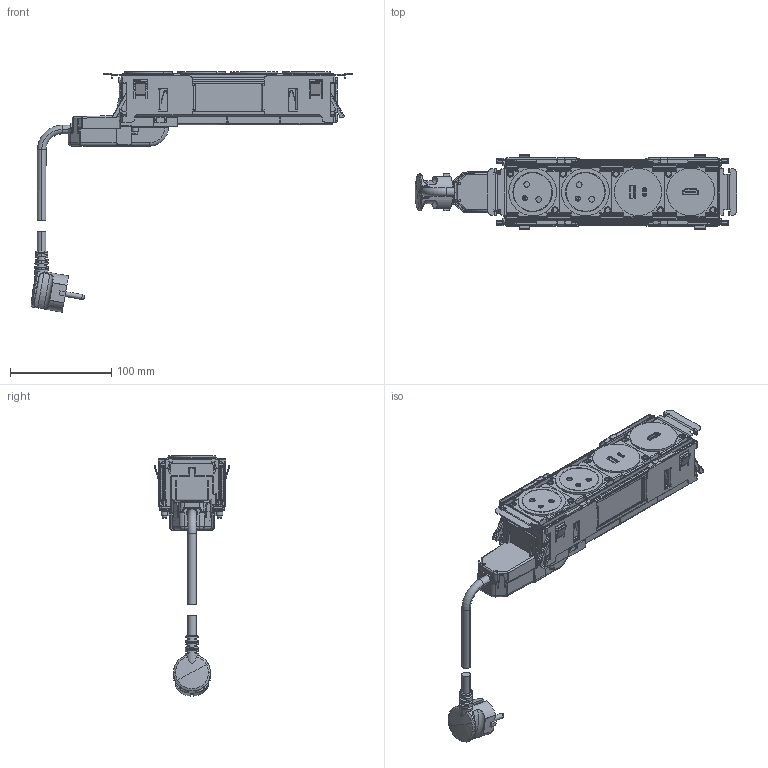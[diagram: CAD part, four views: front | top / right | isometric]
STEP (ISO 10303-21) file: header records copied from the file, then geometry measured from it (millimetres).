
FILE_DESCRIPTION(('CATIA V5 STEP Exchange','CAx-IF Rec.Pracs.--- Model Styling and Organization---1.5--- 2016-08-15','CAx-IF Rec.Pracs.---Supplemental Geometry---1.0---2011-11-01','CAx-IF Rec.Pracs.--- Composite Materials ---1.1---2010-07-15'),'2;1');
FILE_NAME('DISQ''IN\LG-654745_AllCATPart.stp','2023-04-27T14:38:28+00:00',('none'),('none'),'CATIA Version 5-6 Release 2020 SP3','CATIA V5 STEP AP214 v2','none');
FILE_SCHEMA(('AUTOMOTIVE_DESIGN { 1 0 10303 214 1 1 1 1 }'));
Products named in the file (1): LG-654745_AllCATPart
Bounding box: 317.24 x 73.85 x 236.89 mm (x, y, z)
Volume: 211258.9 mm3; surface area: 274834.3 mm2
Topology: 47 solids, 48 shells, 3652 faces, 10214 edges, 6626 vertices
Faces by surface type: plane 1985, cylinder 1054, cone 286, torus 205, bspline 52, sphere 48, extrusion 20, revolution 2
Entity records: 116210 total; most frequent: CARTESIAN_POINT 28774, ORIENTED_EDGE 20320, DIRECTION 14301, EDGE_CURVE 10160, VERTEX_POINT 6626, VECTOR 5909, LINE 5889, AXIS2_PLACEMENT_3D 5544
